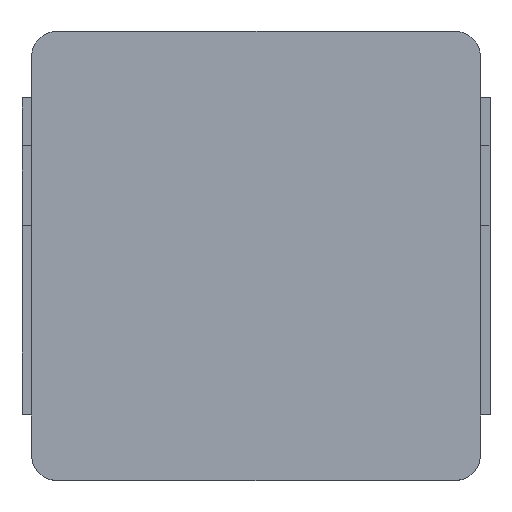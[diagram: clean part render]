
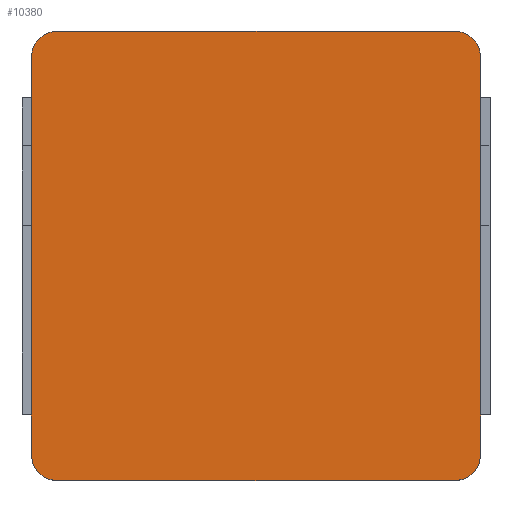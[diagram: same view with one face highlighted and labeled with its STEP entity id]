
A CAD part, top view. The second image highlights one B-rep face of the part: STEP entity #10380.
In plain terms, the highlighted planar face has unit normal (0, 0, 1).
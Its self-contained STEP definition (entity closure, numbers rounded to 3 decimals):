
#77 = AXIS2_PLACEMENT_3D ( 'NONE', #5209, #14522, #2745 ) ;
#153 = CARTESIAN_POINT ( 'NONE',  ( 8.45, 8.45, 6.6 ) ) ;
#848 = EDGE_CURVE ( 'NONE', #3429, #1363, #13202, .T. ) ;
#1164 = DIRECTION ( 'NONE',  ( 1., 0., 0. ) ) ;
#1363 = VERTEX_POINT ( 'NONE', #5243 ) ;
#1468 = VECTOR ( 'NONE', #16451, 1000. ) ;
#1778 = DIRECTION ( 'NONE',  ( 0., 0., 1. ) ) ;
#1897 = ORIENTED_EDGE ( 'NONE', *, *, #13863, .T. ) ;
#2667 = CARTESIAN_POINT ( 'NONE',  ( -7.45, 8.45, 6.6 ) ) ;
#2745 = DIRECTION ( 'NONE',  ( 1., 0., 0. ) ) ;
#3127 = DIRECTION ( 'NONE',  ( 1., 0., 0. ) ) ;
#3411 = EDGE_CURVE ( 'NONE', #8195, #8027, #6468, .T. ) ;
#3417 = CARTESIAN_POINT ( 'NONE',  ( 7.45, -7.45, 6.6 ) ) ;
#3429 = VERTEX_POINT ( 'NONE', #2667 ) ;
#3648 = VERTEX_POINT ( 'NONE', #13073 ) ;
#3782 = CARTESIAN_POINT ( 'NONE',  ( -8.45, -8.45, 6.6 ) ) ;
#4075 = AXIS2_PLACEMENT_3D ( 'NONE', #10727, #1778, #15887 ) ;
#4451 = VERTEX_POINT ( 'NONE', #14416 ) ;
#4911 = ORIENTED_EDGE ( 'NONE', *, *, #6787, .T. ) ;
#4966 = EDGE_CURVE ( 'NONE', #13524, #13166, #10745, .T. ) ;
#5209 = CARTESIAN_POINT ( 'NONE',  ( 7.45, 7.45, 6.6 ) ) ;
#5243 = CARTESIAN_POINT ( 'NONE',  ( -8.45, 7.45, 6.6 ) ) ;
#5682 = FACE_OUTER_BOUND ( 'NONE', #8176, .T. ) ;
#5754 = AXIS2_PLACEMENT_3D ( 'NONE', #3417, #11042, #1164 ) ;
#6197 = EDGE_CURVE ( 'NONE', #4451, #8195, #8123, .T. ) ;
#6391 = LINE ( 'NONE', #3782, #13871 ) ;
#6468 = LINE ( 'NONE', #153, #12049 ) ;
#6787 = EDGE_CURVE ( 'NONE', #8027, #3648, #7315, .T. ) ;
#6820 = ORIENTED_EDGE ( 'NONE', *, *, #4966, .T. ) ;
#7198 = LINE ( 'NONE', #11048, #7518 ) ;
#7315 = CIRCLE ( 'NONE', #77, 1. ) ;
#7518 = VECTOR ( 'NONE', #9601, 1000. ) ;
#7667 = ORIENTED_EDGE ( 'NONE', *, *, #3411, .T. ) ;
#7820 = CARTESIAN_POINT ( 'NONE',  ( -7.45, -8.45, 6.6 ) ) ;
#8027 = VERTEX_POINT ( 'NONE', #14183 ) ;
#8123 = CIRCLE ( 'NONE', #5754, 1. ) ;
#8176 = EDGE_LOOP ( 'NONE', ( #15967, #13246, #7667, #4911, #1897, #10667, #9772, #6820 ) ) ;
#8195 = VERTEX_POINT ( 'NONE', #16522 ) ;
#8389 = CARTESIAN_POINT ( 'NONE',  ( -8.45, -7.45, 6.6 ) ) ;
#8787 = EDGE_CURVE ( 'NONE', #13166, #4451, #6391, .T. ) ;
#8855 = LINE ( 'NONE', #12581, #1468 ) ;
#9601 = DIRECTION ( 'NONE',  ( 0., -1., 0. ) ) ;
#9772 = ORIENTED_EDGE ( 'NONE', *, *, #15692, .T. ) ;
#9813 = DIRECTION ( 'NONE',  ( 1., 0., 0. ) ) ;
#10206 = DIRECTION ( 'NONE',  ( 1., 0., 0. ) ) ;
#10380 = ADVANCED_FACE ( 'NONE', ( #5682 ), #14666, .T. ) ;
#10667 = ORIENTED_EDGE ( 'NONE', *, *, #848, .T. ) ;
#10727 = CARTESIAN_POINT ( 'NONE',  ( -7.45, 7.45, 6.6 ) ) ;
#10745 = CIRCLE ( 'NONE', #12119, 1. ) ;
#11042 = DIRECTION ( 'NONE',  ( 0., 0., 1. ) ) ;
#11048 = CARTESIAN_POINT ( 'NONE',  ( -8.45, 8.45, 6.6 ) ) ;
#11187 = DIRECTION ( 'NONE',  ( 0., 0., 1. ) ) ;
#11706 = CARTESIAN_POINT ( 'NONE',  ( 0., 0., 6.6 ) ) ;
#12049 = VECTOR ( 'NONE', #14201, 1000. ) ;
#12119 = AXIS2_PLACEMENT_3D ( 'NONE', #14986, #11187, #9813 ) ;
#12581 = CARTESIAN_POINT ( 'NONE',  ( -8.45, 8.45, 6.6 ) ) ;
#13073 = CARTESIAN_POINT ( 'NONE',  ( 7.45, 8.45, 6.6 ) ) ;
#13166 = VERTEX_POINT ( 'NONE', #7820 ) ;
#13202 = CIRCLE ( 'NONE', #4075, 1. ) ;
#13246 = ORIENTED_EDGE ( 'NONE', *, *, #6197, .T. ) ;
#13524 = VERTEX_POINT ( 'NONE', #8389 ) ;
#13863 = EDGE_CURVE ( 'NONE', #3648, #3429, #8855, .T. ) ;
#13871 = VECTOR ( 'NONE', #10206, 1000. ) ;
#13934 = AXIS2_PLACEMENT_3D ( 'NONE', #11706, #14329, #3127 ) ;
#14183 = CARTESIAN_POINT ( 'NONE',  ( 8.45, 7.45, 6.6 ) ) ;
#14201 = DIRECTION ( 'NONE',  ( 0., 1., 0. ) ) ;
#14329 = DIRECTION ( 'NONE',  ( 0., 0., 1. ) ) ;
#14416 = CARTESIAN_POINT ( 'NONE',  ( 7.45, -8.45, 6.6 ) ) ;
#14522 = DIRECTION ( 'NONE',  ( 0., 0., 1. ) ) ;
#14666 = PLANE ( 'NONE',  #13934 ) ;
#14986 = CARTESIAN_POINT ( 'NONE',  ( -7.45, -7.45, 6.6 ) ) ;
#15692 = EDGE_CURVE ( 'NONE', #1363, #13524, #7198, .T. ) ;
#15887 = DIRECTION ( 'NONE',  ( 1., 0., 0. ) ) ;
#15967 = ORIENTED_EDGE ( 'NONE', *, *, #8787, .T. ) ;
#16451 = DIRECTION ( 'NONE',  ( -1., 0., 0. ) ) ;
#16522 = CARTESIAN_POINT ( 'NONE',  ( 8.45, -7.45, 6.6 ) ) ;
